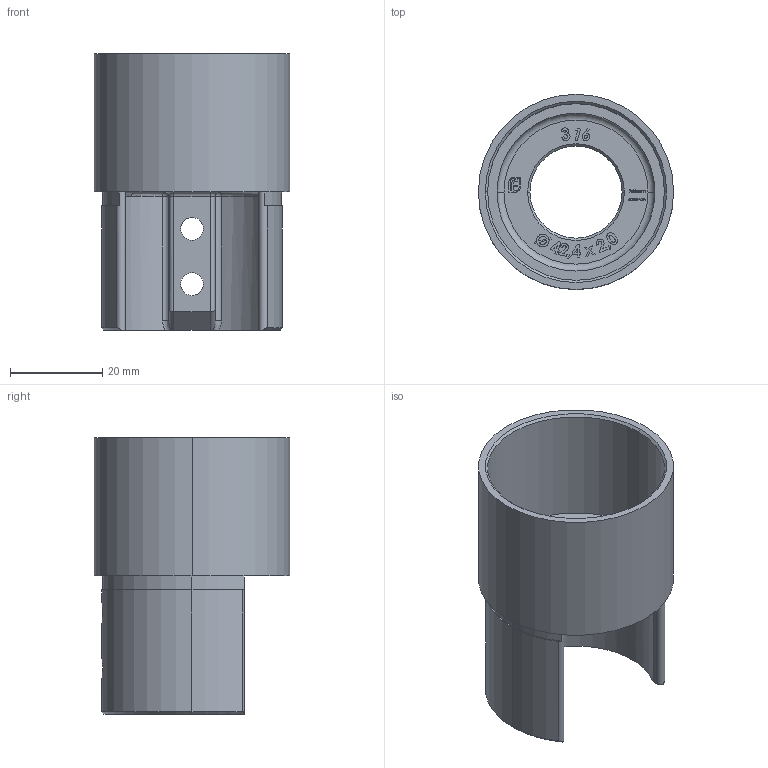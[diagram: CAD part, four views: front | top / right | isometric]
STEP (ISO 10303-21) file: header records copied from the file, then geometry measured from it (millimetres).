
FILE_DESCRIPTION (( 'STEP AP203' ), '1' );
FILE_NAME ('60345-V4A.STEP', '2021-01-18T14:18:33', ( '' ), ( '' ), 'SwSTEP 2.0', 'SolidWorks 2018', '' );
FILE_SCHEMA (( 'CONFIG_CONTROL_DESIGN' ));
Length unit declared in the file: millimetre
Products named in the file (2): 60345-V4A
Bounding box: 42.4 x 42.4 x 60 mm (x, y, z)
Volume: 17305.5 mm3; surface area: 14804.7 mm2
Topology: 1 solids, 1 shells, 487 faces, 1294 edges, 854 vertices
Faces by surface type: plane 272, bspline 169, cylinder 30, cone 7, torus 7, sphere 2
Entity records: 25701 total; most frequent: CARTESIAN_POINT 14566, ORIENTED_EDGE 2584, DIRECTION 1652, EDGE_CURVE 1292, LINE 864, VECTOR 864, VERTEX_POINT 854, EDGE_LOOP 540
